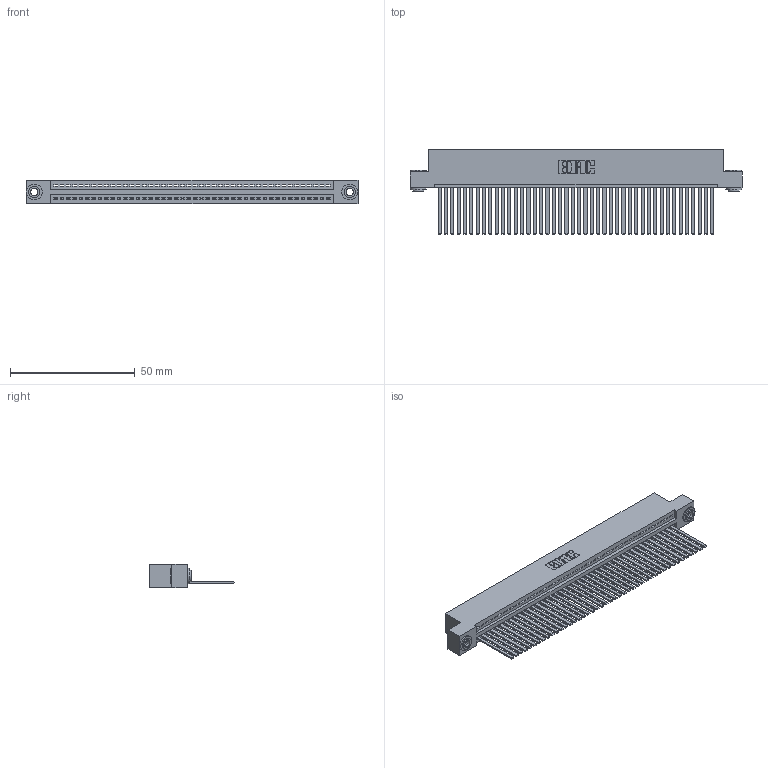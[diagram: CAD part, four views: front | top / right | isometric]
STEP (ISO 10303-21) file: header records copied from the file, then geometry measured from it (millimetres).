
FILE_DESCRIPTION (( 'STEP AP203' ), '1' );
FILE_NAME ('395-044-544-103.STEP', '2018-11-15T21:23:18', ( '' ), ( '' ), 'SwSTEP 2.0', 'SolidWorks 2016', '' );
FILE_SCHEMA (( 'CONFIG_CONTROL_DESIGN' ));
Length unit declared in the file: inch
Products named in the file (4): 395-044-544-103; 345 Part_Flush Mounting Lugs - 0.156 Dia-TH; 345-292-001_345-293-144; 345-250-002_345-250-002-102
Assembly tree (47 placements, depth 2):
  395-044-544-103
    345 Part_Flush Mounting Lugs - 0.156 Dia-TH
    345-292-001_345-293-144  x44
    345-250-002_345-250-002-102  x2
Bounding box: 132.97 x 33.96 x 9.4 mm (x, y, z)
Volume: 13174.9 mm3; surface area: 19279.7 mm2
Topology: 47 solids, 47 shells, 2452 faces, 7369 edges, 4850 vertices
Faces by surface type: plane 1674, cylinder 770, cone 8
Entity records: 33312 total; most frequent: CARTESIAN_POINT 5747, ORIENTED_EDGE 5718, DIRECTION 5045, EDGE_CURVE 2859, LINE 2531, VECTOR 2531, VERTEX_POINT 1902, AXIS2_PLACEMENT_3D 1257
